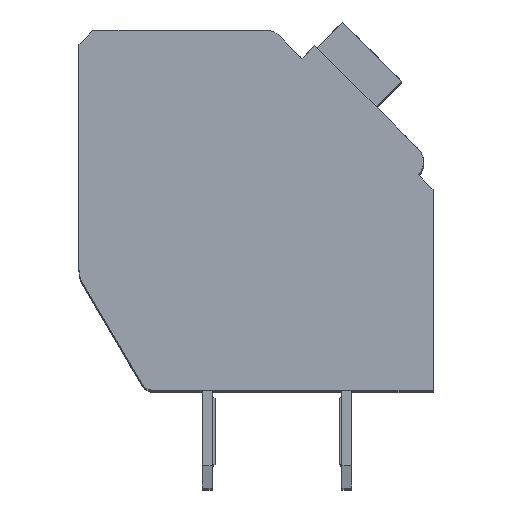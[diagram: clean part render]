
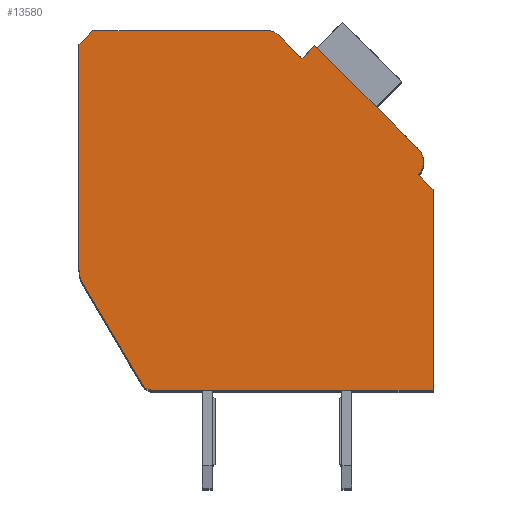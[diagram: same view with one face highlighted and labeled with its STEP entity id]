
A CAD part, top view. The second image highlights one B-rep face of the part: STEP entity #13580.
In plain terms, the highlighted planar face has unit normal (0, 0, 1).
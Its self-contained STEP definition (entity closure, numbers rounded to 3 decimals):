
#294=DIRECTION('',(0.,-1.,0.));
#295=VECTOR('',#294,8.053);
#296=CARTESIAN_POINT('',(-12.7,12.4,2.1));
#297=LINE('',#296,#295);
#298=DIRECTION('',(-0.707,-0.707,0.));
#299=VECTOR('',#298,0.707);
#300=CARTESIAN_POINT('',(-12.2,12.9,2.1));
#301=LINE('',#300,#299);
#302=DIRECTION('',(-1.,0.,0.));
#303=VECTOR('',#302,6.298);
#304=CARTESIAN_POINT('',(-5.902,12.9,2.1));
#305=LINE('',#304,#303);
#306=CARTESIAN_POINT('',(-5.902,12.4,2.1));
#307=DIRECTION('',(0.,0.,1.));
#308=DIRECTION('',(0.707,0.707,0.));
#309=AXIS2_PLACEMENT_3D('',#306,#307,#308);
#311=DIRECTION('',(-0.707,0.707,0.));
#312=VECTOR('',#311,1.197);
#313=CARTESIAN_POINT('',(-4.702,11.907,2.1));
#314=LINE('',#313,#312);
#315=DIRECTION('',(-0.707,-0.707,0.));
#316=VECTOR('',#315,0.65);
#317=CARTESIAN_POINT('',(-4.243,12.367,2.1));
#318=LINE('',#317,#316);
#319=DIRECTION('',(-0.707,0.707,0.));
#320=VECTOR('',#319,5.25);
#321=CARTESIAN_POINT('',(-0.53,8.655,2.1));
#322=LINE('',#321,#320);
#323=CARTESIAN_POINT('',(-0.99,8.195,2.1));
#324=DIRECTION('',(0.,0.,1.));
#325=DIRECTION('',(0.707,-0.707,0.));
#326=AXIS2_PLACEMENT_3D('',#323,#324,#325);
#328=DIRECTION('',(-0.707,0.707,0.));
#329=VECTOR('',#328,0.75);
#330=CARTESIAN_POINT('',(0.,7.205,2.1));
#331=LINE('',#330,#329);
#332=DIRECTION('',(0.,1.,0.));
#333=VECTOR('',#332,7.205);
#334=CARTESIAN_POINT('',(0.,0.,2.1));
#335=LINE('',#334,#333);
#336=DIRECTION('',(1.,0.,0.));
#337=VECTOR('',#336,10.014);
#338=CARTESIAN_POINT('',(-10.014,0.,2.1));
#339=LINE('',#338,#337);
#340=CARTESIAN_POINT('',(-10.014,0.5,2.1));
#341=DIRECTION('',(0.,0.,1.));
#342=DIRECTION('',(-0.862,-0.508,0.));
#343=AXIS2_PLACEMENT_3D('',#340,#341,#342);
#345=DIRECTION('',(0.508,-0.862,0.));
#346=VECTOR('',#345,4.17);
#347=CARTESIAN_POINT('',(-12.562,3.839,2.1));
#348=LINE('',#347,#346);
#349=CARTESIAN_POINT('',(-11.7,4.347,2.1));
#350=DIRECTION('',(0.,0.,1.));
#351=DIRECTION('',(-1.,0.,0.));
#352=AXIS2_PLACEMENT_3D('',#349,#350,#351);
#10181=CARTESIAN_POINT('',(-12.7,12.4,2.1));
#10182=CARTESIAN_POINT('',(-12.7,4.347,2.1));
#10183=VERTEX_POINT('',#10181);
#10184=VERTEX_POINT('',#10182);
#10185=CARTESIAN_POINT('',(-12.562,3.839,2.1));
#10186=VERTEX_POINT('',#10185);
#10187=CARTESIAN_POINT('',(-10.445,0.246,2.1));
#10188=VERTEX_POINT('',#10187);
#10189=CARTESIAN_POINT('',(-10.014,0.,2.1));
#10190=VERTEX_POINT('',#10189);
#10191=CARTESIAN_POINT('',(0.,0.,2.1));
#10192=VERTEX_POINT('',#10191);
#10193=CARTESIAN_POINT('',(0.,7.205,2.1));
#10194=VERTEX_POINT('',#10193);
#10195=CARTESIAN_POINT('',(-0.53,7.735,2.1));
#10196=VERTEX_POINT('',#10195);
#10197=CARTESIAN_POINT('',(-0.53,8.655,2.1));
#10198=VERTEX_POINT('',#10197);
#10199=CARTESIAN_POINT('',(-4.243,12.367,2.1));
#10200=VERTEX_POINT('',#10199);
#10201=CARTESIAN_POINT('',(-4.702,11.907,2.1));
#10202=VERTEX_POINT('',#10201);
#10203=CARTESIAN_POINT('',(-5.548,12.754,2.1));
#10204=VERTEX_POINT('',#10203);
#10205=CARTESIAN_POINT('',(-5.902,12.9,2.1));
#10206=VERTEX_POINT('',#10205);
#10207=CARTESIAN_POINT('',(-12.2,12.9,2.1));
#10208=VERTEX_POINT('',#10207);
#13547=CARTESIAN_POINT('',(0.,0.,2.1));
#13548=DIRECTION('',(0.,0.,1.));
#13549=DIRECTION('',(1.,0.,0.));
#13550=AXIS2_PLACEMENT_3D('',#13547,#13548,#13549);
#13551=PLANE('',#13550);
#13552=ORIENTED_EDGE('',*,*,#13300,.F.);
#13554=ORIENTED_EDGE('',*,*,#13553,.F.);
#13556=ORIENTED_EDGE('',*,*,#13555,.F.);
#13558=ORIENTED_EDGE('',*,*,#13557,.F.);
#13560=ORIENTED_EDGE('',*,*,#13559,.F.);
#13562=ORIENTED_EDGE('',*,*,#13561,.F.);
#13564=ORIENTED_EDGE('',*,*,#13563,.F.);
#13566=ORIENTED_EDGE('',*,*,#13565,.F.);
#13568=ORIENTED_EDGE('',*,*,#13567,.F.);
#13570=ORIENTED_EDGE('',*,*,#13569,.F.);
#13572=ORIENTED_EDGE('',*,*,#13571,.F.);
#13574=ORIENTED_EDGE('',*,*,#13573,.F.);
#13576=ORIENTED_EDGE('',*,*,#13575,.F.);
#13577=ORIENTED_EDGE('',*,*,#13405,.F.);
#13578=EDGE_LOOP('',(#13552,#13554,#13556,#13558,#13560,#13562,#13564,#13566,
#13568,#13570,#13572,#13574,#13576,#13577));
#13579=FACE_OUTER_BOUND('',#13578,.F.);
#310=CIRCLE('',#309,0.5);
#327=CIRCLE('',#326,0.65);
#344=CIRCLE('',#343,0.5);
#353=CIRCLE('',#352,1.);
#13300=EDGE_CURVE('',#10183,#10184,#297,.T.);
#13405=EDGE_CURVE('',#10184,#10186,#353,.T.);
#13553=EDGE_CURVE('',#10208,#10183,#301,.T.);
#13555=EDGE_CURVE('',#10206,#10208,#305,.T.);
#13557=EDGE_CURVE('',#10204,#10206,#310,.T.);
#13559=EDGE_CURVE('',#10202,#10204,#314,.T.);
#13561=EDGE_CURVE('',#10200,#10202,#318,.T.);
#13563=EDGE_CURVE('',#10198,#10200,#322,.T.);
#13565=EDGE_CURVE('',#10196,#10198,#327,.T.);
#13567=EDGE_CURVE('',#10194,#10196,#331,.T.);
#13569=EDGE_CURVE('',#10192,#10194,#335,.T.);
#13571=EDGE_CURVE('',#10190,#10192,#339,.T.);
#13573=EDGE_CURVE('',#10188,#10190,#344,.T.);
#13575=EDGE_CURVE('',#10186,#10188,#348,.T.);
#13580=ADVANCED_FACE('',(#13579),#13551,.T.);
